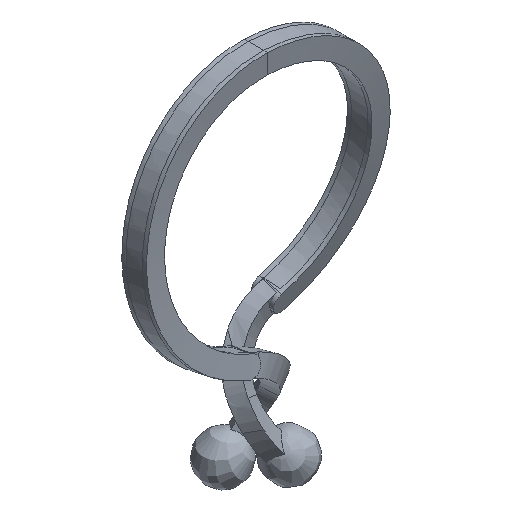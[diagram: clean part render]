
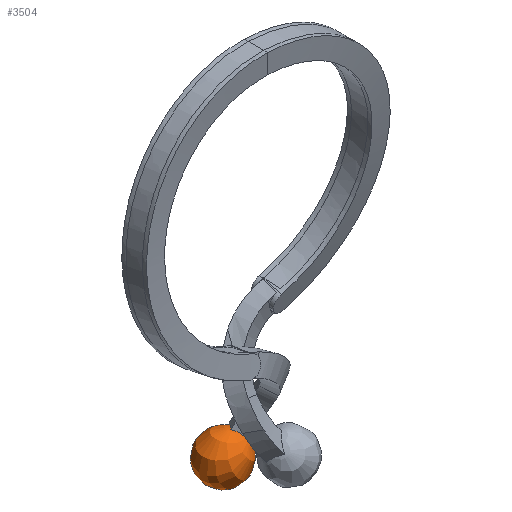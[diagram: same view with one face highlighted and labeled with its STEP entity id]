
A CAD part, isometric view. The second image highlights one B-rep face of the part: STEP entity #3504.
In plain terms, the highlighted free-form (B-spline) face has degree [2, 2] with [6, 6] control points.
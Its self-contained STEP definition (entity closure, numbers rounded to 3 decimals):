
#3380=CARTESIAN_POINT('',(-0.629,1.308,-26.572));
#3381=CARTESIAN_POINT('',(-0.754,1.315,-26.487));
#3382=CARTESIAN_POINT('',(-1.049,1.561,-26.271));
#3383=CARTESIAN_POINT('',(-1.027,2.138,-26.249));
#3384=CARTESIAN_POINT('',(-0.713,2.378,-26.447));
#3385=CARTESIAN_POINT('',(-0.585,2.381,-26.534));
#3386=CARTESIAN_POINT('',(-0.656,1.152,-26.599));
#3387=CARTESIAN_POINT('',(-0.842,1.101,-26.489));
#3388=CARTESIAN_POINT('',(-1.449,1.343,-26.106));
#3389=CARTESIAN_POINT('',(-1.41,2.372,-26.067));
#3390=CARTESIAN_POINT('',(-0.783,2.597,-26.433));
#3391=CARTESIAN_POINT('',(-0.599,2.539,-26.549));
#3392=CARTESIAN_POINT('',(-0.543,0.776,-26.838));
#3393=CARTESIAN_POINT('',(-0.823,0.394,-26.802));
#3394=CARTESIAN_POINT('',(-11.101,-6.821,-25.172));
#3395=CARTESIAN_POINT('',(-10.425,11.142,-24.485));
#3396=CARTESIAN_POINT('',(-0.708,3.318,-26.691));
#3397=CARTESIAN_POINT('',(-0.457,2.916,-26.757));
#3398=CARTESIAN_POINT('',(-0.116,0.776,-27.257));
#3399=CARTESIAN_POINT('',(-0.076,0.394,-27.537));
#3400=CARTESIAN_POINT('',(1.724,-6.821,-37.787));
#3401=CARTESIAN_POINT('',(2.4,11.142,-37.099));
#3402=CARTESIAN_POINT('',(0.034,3.318,-27.42));
#3403=CARTESIAN_POINT('',(-0.037,2.916,-27.17));
#3404=CARTESIAN_POINT('',(0.123,1.15,-27.366));
#3405=CARTESIAN_POINT('',(0.236,1.098,-27.551));
#3406=CARTESIAN_POINT('',(0.631,1.339,-28.156));
#3407=CARTESIAN_POINT('',(0.67,2.376,-28.116));
#3408=CARTESIAN_POINT('',(0.291,2.6,-27.491));
#3409=CARTESIAN_POINT('',(0.172,2.541,-27.308));
#3410=CARTESIAN_POINT('',(0.15,1.304,-27.34));
#3411=CARTESIAN_POINT('',(0.238,1.309,-27.466));
#3412=CARTESIAN_POINT('',(0.463,1.557,-27.763));
#3413=CARTESIAN_POINT('',(0.485,2.143,-27.74));
#3414=CARTESIAN_POINT('',(0.278,2.384,-27.423));
#3415=CARTESIAN_POINT('',(0.188,2.386,-27.295));
#3423=(BOUNDED_SURFACE()B_SPLINE_SURFACE(2,2,((#3380,#3386,#3392,#3398,#3404,#3410),(#3381,#3387,#3393,#3399,#3405,#3411),(#3382,#3388,#3394,#3400,#3406,#3412),(#3383,#3389,#3395,#3401,#3407,#3413),(#3384,#3390,#3396,#3402,#3408,#3414),(#3385,#3391,#3397,#3403,#3409,#3415)),.UNSPECIFIED.,.F.,.F.,.U.)B_SPLINE_SURFACE_WITH_KNOTS((3,1,1,1,3),(3,1,1,1,3),(0.0,2.613,5.887,9.161,11.823),(0.0,2.722,5.996,9.27,11.942),.UNSPECIFIED.)GEOMETRIC_REPRESENTATION_ITEM()RATIONAL_B_SPLINE_SURFACE(((60.216,46.527,30.064,30.064,46.387,59.706),(47.315,33.627,17.163,17.163,33.487,46.806),(31.152,17.463,1.0,1.0,17.323,30.642),(31.152,17.463,1.0,1.0,17.323,30.642),(47.45,33.761,17.298,17.298,33.622,46.941),(60.703,47.014,30.551,30.551,46.874,60.193)))REPRESENTATION_ITEM('')SURFACE());
#3424=CARTESIAN_POINT('',(-0.295,3.437,-27.235));
#3425=VERTEX_POINT('',#3424);
#3426=CARTESIAN_POINT('',(-1.563,1.696,-26.096));
#3427=VERTEX_POINT('',#3426);
#3428=CARTESIAN_POINT('',(-0.295,3.437,-27.235));
#3429=CARTESIAN_POINT('',(-0.332,3.297,-27.081));
#3430=CARTESIAN_POINT('',(-0.388,3.153,-26.939));
#3431=CARTESIAN_POINT('',(-0.482,2.967,-26.777));
#3432=CARTESIAN_POINT('',(-0.502,2.93,-26.745));
#3433=CARTESIAN_POINT('',(-0.545,2.856,-26.684));
#3434=CARTESIAN_POINT('',(-0.567,2.818,-26.655));
#3435=CARTESIAN_POINT('',(-0.636,2.707,-26.57));
#3436=CARTESIAN_POINT('',(-0.737,2.558,-26.464));
#3437=CARTESIAN_POINT('',(-0.853,2.409,-26.375));
#3438=CARTESIAN_POINT('',(-0.947,2.297,-26.314));
#3439=CARTESIAN_POINT('',(-0.979,2.26,-26.294));
#3440=CARTESIAN_POINT('',(-1.045,2.186,-26.258));
#3441=CARTESIAN_POINT('',(-1.079,2.15,-26.242));
#3442=CARTESIAN_POINT('',(-1.251,1.969,-26.164));
#3443=CARTESIAN_POINT('',(-1.401,1.83,-26.12));
#3444=CARTESIAN_POINT('',(-1.563,1.696,-26.096));
#3445=B_SPLINE_CURVE_WITH_KNOTS('',3,(#3428,#3429,#3430,#3431,#3432,#3433,#3434,#3435,#3436,#3437,#3438,#3439,#3440,#3441,#3442,#3443,#3444),.UNSPECIFIED.,.F.,.U.,(4,2,2,2,1,2,2,2,4),(0.0,0.25,0.313,0.375,0.5,0.625,0.688,0.75,1.0),.UNSPECIFIED.);
#3446=EDGE_CURVE('',#3425,#3427,#3445,.T.);
#3447=ORIENTED_EDGE('',*,*,#3446,.F.);
#3448=CARTESIAN_POINT('',(0.669,2.052,-28.31));
#3449=VERTEX_POINT('',#3448);
#3450=CARTESIAN_POINT('',(0.669,2.052,-28.31));
#3451=CARTESIAN_POINT('',(0.635,2.154,-28.174));
#3452=CARTESIAN_POINT('',(0.588,2.259,-28.048));
#3453=CARTESIAN_POINT('',(0.471,2.479,-27.819));
#3454=CARTESIAN_POINT('',(0.4,2.594,-27.714));
#3455=CARTESIAN_POINT('',(0.234,2.833,-27.528));
#3456=CARTESIAN_POINT('',(0.141,2.954,-27.449));
#3457=CARTESIAN_POINT('',(-0.012,3.135,-27.353));
#3458=CARTESIAN_POINT('',(-0.066,3.195,-27.324));
#3459=CARTESIAN_POINT('',(-0.177,3.316,-27.274));
#3460=CARTESIAN_POINT('',(-0.235,3.377,-27.253));
#3461=CARTESIAN_POINT('',(-0.295,3.437,-27.235));
#3462=B_SPLINE_CURVE_WITH_KNOTS('',3,(#3450,#3451,#3452,#3453,#3454,#3455,#3456,#3457,#3458,#3459,#3460,#3461),.UNSPECIFIED.,.F.,.U.,(4,2,2,2,2,4),(0.0,0.25,0.5,0.75,0.875,1.0),.UNSPECIFIED.);
#3463=EDGE_CURVE('',#3449,#3425,#3462,.T.);
#3464=ORIENTED_EDGE('',*,*,#3463,.F.);
#3465=CARTESIAN_POINT('',(-0.587,0.312,-27.161));
#3466=VERTEX_POINT('',#3465);
#3467=CARTESIAN_POINT('',(-0.587,0.312,-27.161));
#3468=CARTESIAN_POINT('',(-0.425,0.446,-27.184));
#3469=CARTESIAN_POINT('',(-0.274,0.586,-27.228));
#3470=CARTESIAN_POINT('',(-0.101,0.768,-27.307));
#3471=CARTESIAN_POINT('',(-0.067,0.805,-27.324));
#3472=CARTESIAN_POINT('',(-0.001,0.879,-27.361));
#3473=CARTESIAN_POINT('',(0.031,0.916,-27.38));
#3474=CARTESIAN_POINT('',(0.123,1.026,-27.441));
#3475=CARTESIAN_POINT('',(0.239,1.175,-27.531));
#3476=CARTESIAN_POINT('',(0.339,1.325,-27.638));
#3477=CARTESIAN_POINT('',(0.408,1.438,-27.726));
#3478=CARTESIAN_POINT('',(0.429,1.475,-27.756));
#3479=CARTESIAN_POINT('',(0.471,1.55,-27.817));
#3480=CARTESIAN_POINT('',(0.49,1.587,-27.849));
#3481=CARTESIAN_POINT('',(0.581,1.77,-28.011));
#3482=CARTESIAN_POINT('',(0.635,1.913,-28.154));
#3483=CARTESIAN_POINT('',(0.669,2.052,-28.31));
#3484=B_SPLINE_CURVE_WITH_KNOTS('',3,(#3467,#3468,#3469,#3470,#3471,#3472,#3473,#3474,#3475,#3476,#3477,#3478,#3479,#3480,#3481,#3482,#3483),.UNSPECIFIED.,.F.,.U.,(4,2,2,2,1,2,2,2,4),(0.0,0.25,0.312,0.375,0.5,0.625,0.687,0.75,1.0),.UNSPECIFIED.);
#3485=EDGE_CURVE('',#3466,#3449,#3484,.T.);
#3486=ORIENTED_EDGE('',*,*,#3485,.F.);
#3487=CARTESIAN_POINT('',(-1.563,1.696,-26.096));
#3488=CARTESIAN_POINT('',(-1.448,1.575,-26.136));
#3489=CARTESIAN_POINT('',(-1.34,1.454,-26.189));
#3490=CARTESIAN_POINT('',(-1.14,1.21,-26.322));
#3491=CARTESIAN_POINT('',(-1.048,1.091,-26.4));
#3492=CARTESIAN_POINT('',(-0.925,0.916,-26.535));
#3493=CARTESIAN_POINT('',(-0.886,0.858,-26.583));
#3494=CARTESIAN_POINT('',(-0.812,0.744,-26.684));
#3495=CARTESIAN_POINT('',(-0.777,0.687,-26.738));
#3496=CARTESIAN_POINT('',(-0.681,0.52,-26.907));
#3497=CARTESIAN_POINT('',(-0.628,0.414,-27.029));
#3498=CARTESIAN_POINT('',(-0.587,0.312,-27.161));
#3499=B_SPLINE_CURVE_WITH_KNOTS('',3,(#3487,#3488,#3489,#3490,#3491,#3492,#3493,#3494,#3495,#3496,#3497,#3498),.UNSPECIFIED.,.F.,.U.,(4,2,2,2,2,4),(0.0,0.25,0.5,0.625,0.75,1.0),.UNSPECIFIED.);
#3500=EDGE_CURVE('',#3427,#3466,#3499,.T.);
#3501=ORIENTED_EDGE('',*,*,#3500,.F.);
#3502=EDGE_LOOP('',(#3447,#3464,#3486,#3501));
#3503=FACE_OUTER_BOUND('',#3502,.T.);
#3504=ADVANCED_FACE('',(#3503),#3423,.T.);
